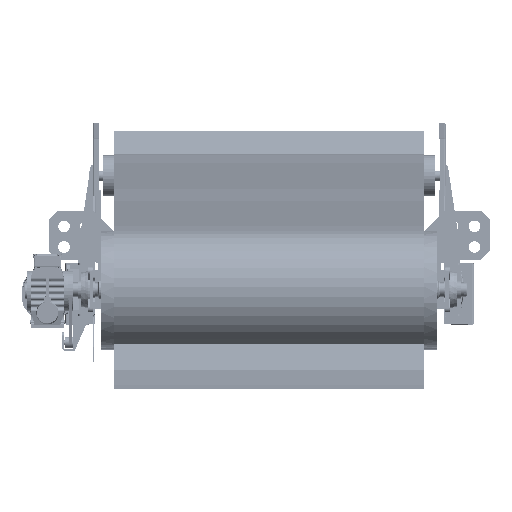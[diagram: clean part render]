
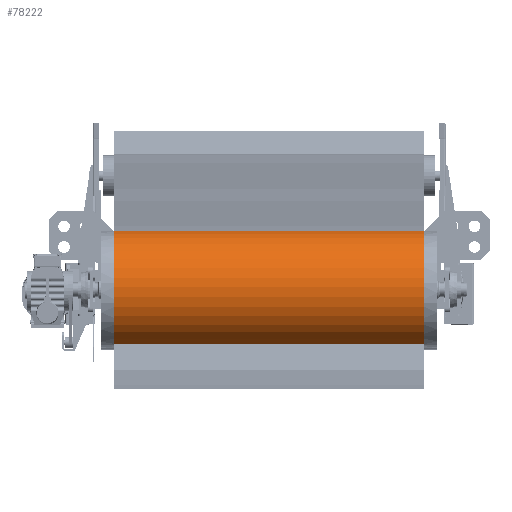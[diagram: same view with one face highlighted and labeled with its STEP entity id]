
A CAD part, front view. The second image highlights one B-rep face of the part: STEP entity #78222.
In plain terms, the highlighted cylindrical face has radius 233 mm (diameter 466 mm), a partial arc.
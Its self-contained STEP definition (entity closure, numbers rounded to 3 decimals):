
#8314=LINE('',#131959,#13603);
#8323=LINE('',#131977,#13612);
#13603=VECTOR('',#103011,10.);
#13612=VECTOR('',#103028,10.);
#19760=FACE_OUTER_BOUND('',#25761,.T.);
#25761=EDGE_LOOP('',(#62489,#62490,#62491,#62492));
#30086=CIRCLE('',#85164,233.);
#30092=CIRCLE('',#85182,233.);
#36433=VERTEX_POINT('',#131912);
#36434=VERTEX_POINT('',#131914);
#36450=VERTEX_POINT('',#131958);
#36455=VERTEX_POINT('',#131976);
#45473=EDGE_CURVE('',#36433,#36434,#30086,.T.);
#45495=EDGE_CURVE('',#36434,#36450,#8314,.T.);
#45504=EDGE_CURVE('',#36433,#36455,#8323,.T.);
#45508=EDGE_CURVE('',#36450,#36455,#30092,.T.);
#62489=ORIENTED_EDGE('',*,*,#45504,.T.);
#62490=ORIENTED_EDGE('',*,*,#45508,.F.);
#62491=ORIENTED_EDGE('',*,*,#45495,.F.);
#62492=ORIENTED_EDGE('',*,*,#45473,.F.);
#69974=CYLINDRICAL_SURFACE('',#85181,233.);
#78222=ADVANCED_FACE('',(#19760),#69974,.T.);
#85164=AXIS2_PLACEMENT_3D('',#131915,#102972,#102973);
#85181=AXIS2_PLACEMENT_3D('',#131983,#103035,#103036);
#85182=AXIS2_PLACEMENT_3D('',#131984,#103037,#103038);
#102972=DIRECTION('center_axis',(-1.,0.,0.));
#102973=DIRECTION('ref_axis',(0.,-0.08,-0.997));
#103011=DIRECTION('',(1.,0.,0.));
#103028=DIRECTION('',(1.,0.,0.));
#103035=DIRECTION('center_axis',(-1.,0.,0.));
#103036=DIRECTION('ref_axis',(0.,-0.08,-0.997));
#103037=DIRECTION('center_axis',(1.,0.,0.));
#103038=DIRECTION('ref_axis',(0.,-0.08,-0.997));
#131912=CARTESIAN_POINT('',(-527.194,-1380.305,-339.32));
#131914=CARTESIAN_POINT('',(-527.194,-1328.717,97.266));
#131915=CARTESIAN_POINT('Origin',(-527.194,-1277.767,-130.095));
#131958=CARTESIAN_POINT('',(672.806,-1328.717,97.266));
#131959=CARTESIAN_POINT('',(72.806,-1328.717,97.266));
#131976=CARTESIAN_POINT('',(672.806,-1380.305,-339.32));
#131977=CARTESIAN_POINT('',(72.806,-1380.305,-339.32));
#131983=CARTESIAN_POINT('Origin',(72.806,-1277.767,-130.095));
#131984=CARTESIAN_POINT('Origin',(672.806,-1277.767,-130.095));
